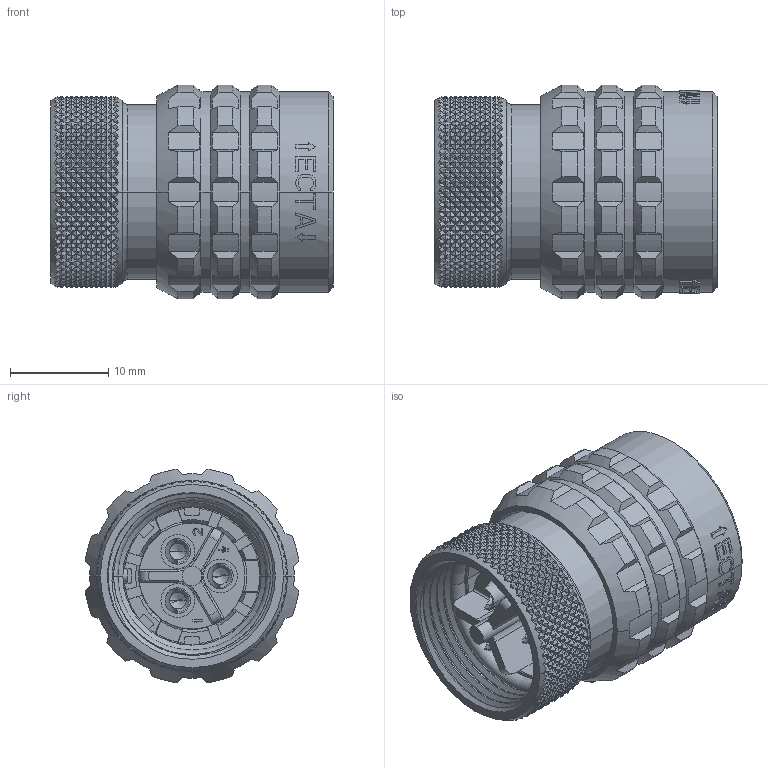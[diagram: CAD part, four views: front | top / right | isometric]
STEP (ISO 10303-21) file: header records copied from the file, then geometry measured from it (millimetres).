
FILE_DESCRIPTION((''),'2;1');
FILE_NAME('1331M193MZ','2024-07-17T15:12:49',('paultorloting'),('NET AG system integration'),'CREO PARAMETRIC BY PTC INC, 2021404','CREO PARAMETRIC BY PTC INC, 2021404','');
FILE_SCHEMA(('AUTOMOTIVE_DESIGN { 1 0 10303 214 1 1 1 1 }'));
Products named in the file (1): 1331M193MZ
Bounding box: 28.8 x 21.79 x 21.79 mm (x, y, z)
Volume: 6265.6 mm3; surface area: 7147.7 mm2
Topology: 1 solids, 4 shells, 4813 faces, 8964 edges, 4212 vertices
Faces by surface type: bspline 3372, plane 1018, cylinder 272, cone 87, torus 56, sphere 8
Entity records: 203537 total; most frequent: CARTESIAN_POINT 101134, ORIENTED_EDGE 17900, EDGE_CURVE 8950, DIRECTION 6622, B_SPLINE_CURVE_WITH_KNOTS 6052, EDGE_LOOP 4882, FACE_OUTER_BOUND 4813, ADVANCED_FACE 4813
